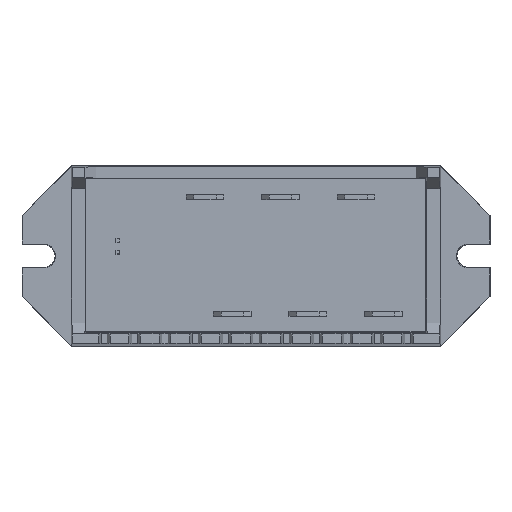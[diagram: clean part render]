
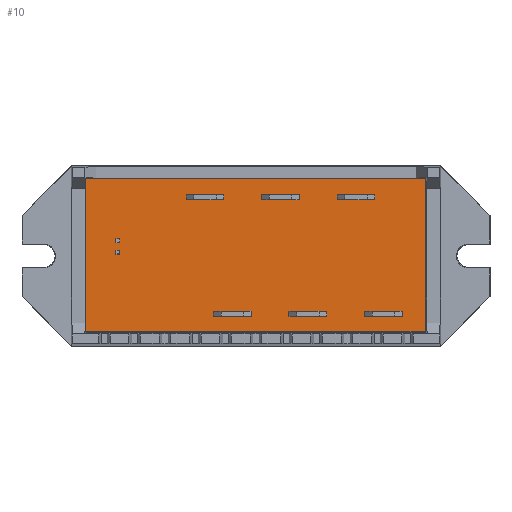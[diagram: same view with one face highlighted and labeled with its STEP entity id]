
A CAD part, top view. The second image highlights one B-rep face of the part: STEP entity #10.
In plain terms, the highlighted planar face has unit normal (0, 0, 1).
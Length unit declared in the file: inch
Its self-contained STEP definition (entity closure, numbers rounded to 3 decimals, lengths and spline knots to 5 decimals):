
#2 = EDGE_CURVE ( 'NONE', #13, #9, #8189, .T. ) ;
#8 = VERTEX_POINT ( 'NONE', #8186 ) ;
#9 = VERTEX_POINT ( 'NONE', #8217 ) ;
#10 = ADVANCED_FACE ( 'NONE', ( #8216 ), #8253, .T. ) ;
#12 = VERTEX_POINT ( 'NONE', #8246 ) ;
#13 = VERTEX_POINT ( 'NONE', #8252 ) ;
#15 = ORIENTED_EDGE ( 'NONE', *, *, #11487, .T. ) ;
#42 = EDGE_CURVE ( 'NONE', #12, #8, #8282, .T. ) ;
#8186 = CARTESIAN_POINT ( 'NONE',  ( 1.26523, 0.59549, 0.31284 ) ) ;
#8188 = VECTOR ( 'NONE', #8196, 39.37008 ) ;
#8189 = LINE ( 'NONE', #8194, #8188 ) ;
#8194 = CARTESIAN_POINT ( 'NONE',  ( -0.97538, 0.08819, 0.31284 ) ) ;
#8196 = DIRECTION ( 'NONE',  ( 0., -1., 0. ) ) ;
#8216 = FACE_OUTER_BOUND ( 'NONE', #11521, .T. ) ;
#8217 = CARTESIAN_POINT ( 'NONE',  ( -0.97538, -0.41912, 0.31284 ) ) ;
#8246 = CARTESIAN_POINT ( 'NONE',  ( 1.26523, -0.41912, 0.31284 ) ) ;
#8247 = DIRECTION ( 'NONE',  ( 0., -1., 0. ) ) ;
#8248 = DIRECTION ( 'NONE',  ( 0., 0., 1. ) ) ;
#8249 = CARTESIAN_POINT ( 'NONE',  ( -0.97538, 0.59549, 0.31284 ) ) ;
#8250 = AXIS2_PLACEMENT_3D ( 'NONE', #8249, #8248, #8247 ) ;
#8252 = CARTESIAN_POINT ( 'NONE',  ( -0.97538, 0.59549, 0.31284 ) ) ;
#8253 = PLANE ( 'NONE',  #8250 ) ;
#8280 = DIRECTION ( 'NONE',  ( 0., 1., 0. ) ) ;
#8281 = VECTOR ( 'NONE', #8280, 39.37008 ) ;
#8282 = LINE ( 'NONE', #8284, #8281 ) ;
#8284 = CARTESIAN_POINT ( 'NONE',  ( 1.26523, 0.08819, 0.31284 ) ) ;
#11146 = DIRECTION ( 'NONE',  ( 1., 0., 0. ) ) ;
#11147 = CARTESIAN_POINT ( 'NONE',  ( 0.14492, -0.41912, 0.31284 ) ) ;
#11157 = LINE ( 'NONE', #11147, #11202 ) ;
#11202 = VECTOR ( 'NONE', #11146, 39.37008 ) ;
#11234 = DIRECTION ( 'NONE',  ( -1., 0., 0. ) ) ;
#11235 = VECTOR ( 'NONE', #11234, 39.37008 ) ;
#11236 = LINE ( 'NONE', #11245, #11235 ) ;
#11245 = CARTESIAN_POINT ( 'NONE',  ( 0.14492, 0.59549, 0.31284 ) ) ;
#11487 = EDGE_CURVE ( 'NONE', #9, #12, #11157, .T. ) ;
#11513 = ORIENTED_EDGE ( 'NONE', *, *, #42, .T. ) ;
#11521 = EDGE_LOOP ( 'NONE', ( #11513, #11535, #11531, #15 ) ) ;
#11531 = ORIENTED_EDGE ( 'NONE', *, *, #2, .T. ) ;
#11534 = EDGE_CURVE ( 'NONE', #8, #13, #11236, .T. ) ;
#11535 = ORIENTED_EDGE ( 'NONE', *, *, #11534, .T. ) ;
